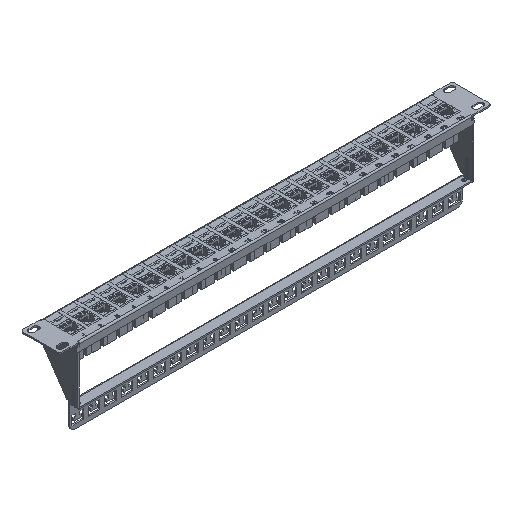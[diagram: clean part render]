
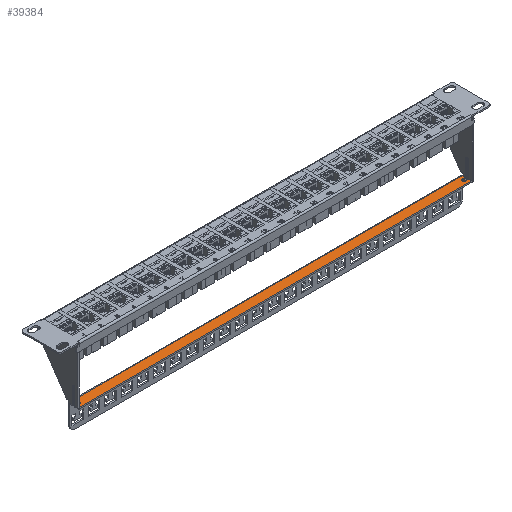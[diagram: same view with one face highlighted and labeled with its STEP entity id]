
A CAD part, isometric view. The second image highlights one B-rep face of the part: STEP entity #39384.
In plain terms, the highlighted face is planar.
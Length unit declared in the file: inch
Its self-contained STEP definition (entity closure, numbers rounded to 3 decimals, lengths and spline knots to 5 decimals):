
#506 = ORIENTED_EDGE ( 'NONE', *, *, #132633, .T. ) ;
#1151 = CARTESIAN_POINT ( 'NONE',  ( 8.65, -0.48, 0. ) ) ;
#1666 = EDGE_CURVE ( 'NONE', #57792, #112859, #69223, .T. ) ;
#2469 = CARTESIAN_POINT ( 'NONE',  ( -8.4905, -0.2094, 0. ) ) ;
#3224 = DIRECTION ( 'NONE',  ( -1., 0., 0. ) ) ;
#5050 = ORIENTED_EDGE ( 'NONE', *, *, #116779, .F. ) ;
#6127 = ORIENTED_EDGE ( 'NONE', *, *, #83646, .F. ) ;
#7627 = VERTEX_POINT ( 'NONE', #47827 ) ;
#8558 = ORIENTED_EDGE ( 'NONE', *, *, #1666, .T. ) ;
#8903 = CARTESIAN_POINT ( 'NONE',  ( -8.4905, -0.2844, 0. ) ) ;
#9196 = CARTESIAN_POINT ( 'NONE',  ( -8.4625, -0.3404, 0. ) ) ;
#11593 = CARTESIAN_POINT ( 'NONE',  ( -8.64, -0.48, 0. ) ) ;
#12285 = AXIS2_PLACEMENT_3D ( 'NONE', #1151, #22261, #72746 ) ;
#12896 = EDGE_CURVE ( 'NONE', #7627, #117906, #75061, .T. ) ;
#13369 = CARTESIAN_POINT ( 'NONE',  ( 8.64, -0.0698, 0. ) ) ;
#14533 = DIRECTION ( 'NONE',  ( 0., 0., -1. ) ) ;
#16860 = CARTESIAN_POINT ( 'NONE',  ( 8.65, -0.2094, 0. ) ) ;
#18174 = DIRECTION ( 'NONE',  ( 1., 0., 0. ) ) ;
#19989 = ORIENTED_EDGE ( 'NONE', *, *, #21716, .F. ) ;
#21716 = EDGE_CURVE ( 'NONE', #23337, #105831, #78568, .T. ) ;
#22113 = CARTESIAN_POINT ( 'NONE',  ( 8.4345, -0.3124, 0. ) ) ;
#22261 = DIRECTION ( 'NONE',  ( 0., 0., 1. ) ) ;
#22966 = CARTESIAN_POINT ( 'NONE',  ( 8.4905, -0.2094, 0. ) ) ;
#23337 = VERTEX_POINT ( 'NONE', #95749 ) ;
#24669 = CARTESIAN_POINT ( 'NONE',  ( 8.64, -0.2094, 0. ) ) ;
#25628 = DIRECTION ( 'NONE',  ( 0., 0., -1. ) ) ;
#26050 = CIRCLE ( 'NONE', #83991, 0.056 ) ;
#27797 = CARTESIAN_POINT ( 'NONE',  ( -8.64, -0.2094, 0. ) ) ;
#28874 = VECTOR ( 'NONE', #93191, 39.37008 ) ;
#30393 = AXIS2_PLACEMENT_3D ( 'NONE', #85154, #14533, #106358 ) ;
#32856 = DIRECTION ( 'NONE',  ( 0., 1., 0. ) ) ;
#33224 = LINE ( 'NONE', #51133, #115436 ) ;
#34776 = DIRECTION ( 'NONE',  ( 0., -1., 0. ) ) ;
#35164 = VERTEX_POINT ( 'NONE', #43306 ) ;
#35405 = CIRCLE ( 'NONE', #30393, 0.056 ) ;
#35943 = ORIENTED_EDGE ( 'NONE', *, *, #118932, .T. ) ;
#36888 = VERTEX_POINT ( 'NONE', #11593 ) ;
#38112 = VERTEX_POINT ( 'NONE', #2469 ) ;
#38852 = CARTESIAN_POINT ( 'NONE',  ( 8.65, -0.3404, 0. ) ) ;
#39384 = ADVANCED_FACE ( 'NONE', ( #64652 ), #124498, .F. ) ;
#39624 = AXIS2_PLACEMENT_3D ( 'NONE', #72126, #101841, #91878 ) ;
#40339 = DIRECTION ( 'NONE',  ( 1., 0., 0. ) ) ;
#40391 = CARTESIAN_POINT ( 'NONE',  ( 8.4345, -0.2844, 0. ) ) ;
#41442 = EDGE_CURVE ( 'NONE', #46639, #36888, #86885, .T. ) ;
#43306 = CARTESIAN_POINT ( 'NONE',  ( 8.4905, -0.3404, 0. ) ) ;
#44716 = CARTESIAN_POINT ( 'NONE',  ( 8.4345, -0.2654, 0. ) ) ;
#46639 = VERTEX_POINT ( 'NONE', #69383 ) ;
#46831 = VECTOR ( 'NONE', #3224, 39.37008 ) ;
#47827 = CARTESIAN_POINT ( 'NONE',  ( -8.64, -0.0698, 0. ) ) ;
#48876 = VERTEX_POINT ( 'NONE', #40391 ) ;
#51047 = VECTOR ( 'NONE', #60954, 39.37008 ) ;
#51063 = VECTOR ( 'NONE', #79600, 39.37008 ) ;
#51133 = CARTESIAN_POINT ( 'NONE',  ( 8.64, -0.48, 0. ) ) ;
#52338 = EDGE_CURVE ( 'NONE', #35164, #48876, #129367, .T. ) ;
#52357 = CARTESIAN_POINT ( 'NONE',  ( -8.4345, -0.2654, 0. ) ) ;
#53485 = EDGE_CURVE ( 'NONE', #38112, #117906, #90604, .T. ) ;
#56732 = CARTESIAN_POINT ( 'NONE',  ( -8.4905, -0.2654, 0. ) ) ;
#57792 = VERTEX_POINT ( 'NONE', #24669 ) ;
#58896 = ORIENTED_EDGE ( 'NONE', *, *, #67258, .T. ) ;
#60954 = DIRECTION ( 'NONE',  ( -1., 0., 0. ) ) ;
#63511 = CARTESIAN_POINT ( 'NONE',  ( 8.64, -0.48, 0. ) ) ;
#64147 = EDGE_CURVE ( 'NONE', #65058, #112859, #35405, .T. ) ;
#64652 = FACE_OUTER_BOUND ( 'NONE', #79752, .T. ) ;
#64702 = VERTEX_POINT ( 'NONE', #127360 ) ;
#65058 = VERTEX_POINT ( 'NONE', #44716 ) ;
#65621 = EDGE_CURVE ( 'NONE', #38112, #88678, #26050, .T. ) ;
#66560 = EDGE_CURVE ( 'NONE', #46639, #105831, #119496, .T. ) ;
#67073 = DIRECTION ( 'NONE',  ( 0., -1., 0. ) ) ;
#67258 = EDGE_CURVE ( 'NONE', #65058, #48876, #99792, .T. ) ;
#68077 = CARTESIAN_POINT ( 'NONE',  ( -8.4905, -0.3404, 0. ) ) ;
#69223 = LINE ( 'NONE', #16860, #28874 ) ;
#69383 = CARTESIAN_POINT ( 'NONE',  ( -8.64, -0.3404, 0. ) ) ;
#71365 = ORIENTED_EDGE ( 'NONE', *, *, #66560, .T. ) ;
#72126 = CARTESIAN_POINT ( 'NONE',  ( 8.4905, -0.2844, 0. ) ) ;
#72417 = VECTOR ( 'NONE', #73481, 39.37008 ) ;
#72746 = DIRECTION ( 'NONE',  ( 1., 0., 0. ) ) ;
#73481 = DIRECTION ( 'NONE',  ( 0., -1., 0. ) ) ;
#75061 = LINE ( 'NONE', #96443, #100898 ) ;
#75716 = ORIENTED_EDGE ( 'NONE', *, *, #124112, .T. ) ;
#75917 = LINE ( 'NONE', #85545, #46831 ) ;
#77817 = ORIENTED_EDGE ( 'NONE', *, *, #52338, .F. ) ;
#78483 = VERTEX_POINT ( 'NONE', #13369 ) ;
#78568 = CIRCLE ( 'NONE', #105482, 0.056 ) ;
#78804 = ORIENTED_EDGE ( 'NONE', *, *, #12896, .F. ) ;
#79600 = DIRECTION ( 'NONE',  ( 0., 1., 0. ) ) ;
#79752 = EDGE_LOOP ( 'NONE', ( #121366, #110862, #78804, #5050, #119928, #8558, #101668, #58896, #77817, #35943, #6127, #75716, #100098, #71365, #19989, #506 ) ) ;
#81175 = DIRECTION ( 'NONE',  ( 1., 0., 0. ) ) ;
#82408 = VECTOR ( 'NONE', #32856, 39.37008 ) ;
#83646 = EDGE_CURVE ( 'NONE', #130422, #64702, #33224, .T. ) ;
#83991 = AXIS2_PLACEMENT_3D ( 'NONE', #56732, #25628, #108476 ) ;
#85154 = CARTESIAN_POINT ( 'NONE',  ( 8.4905, -0.2654, 0. ) ) ;
#85545 = CARTESIAN_POINT ( 'NONE',  ( 8.65, -0.0698, 0. ) ) ;
#86885 = LINE ( 'NONE', #119284, #128791 ) ;
#88678 = VERTEX_POINT ( 'NONE', #52357 ) ;
#88857 = VECTOR ( 'NONE', #81175, 39.37008 ) ;
#88930 = VECTOR ( 'NONE', #113818, 39.37008 ) ;
#90604 = LINE ( 'NONE', #112933, #88930 ) ;
#91289 = LINE ( 'NONE', #120575, #51063 ) ;
#91682 = CARTESIAN_POINT ( 'NONE',  ( 8.64, -0.48, 0. ) ) ;
#91878 = DIRECTION ( 'NONE',  ( 1., 0., 0. ) ) ;
#93191 = DIRECTION ( 'NONE',  ( -1., 0., 0. ) ) ;
#95749 = CARTESIAN_POINT ( 'NONE',  ( -8.4345, -0.2844, 0. ) ) ;
#96443 = CARTESIAN_POINT ( 'NONE',  ( -8.64, -0.0698, 0. ) ) ;
#97958 = LINE ( 'NONE', #38852, #126934 ) ;
#99792 = LINE ( 'NONE', #22113, #72417 ) ;
#100098 = ORIENTED_EDGE ( 'NONE', *, *, #41442, .F. ) ;
#100898 = VECTOR ( 'NONE', #34776, 39.37008 ) ;
#101239 = EDGE_CURVE ( 'NONE', #57792, #78483, #121060, .T. ) ;
#101668 = ORIENTED_EDGE ( 'NONE', *, *, #64147, .F. ) ;
#101841 = DIRECTION ( 'NONE',  ( 0., 0., -1. ) ) ;
#102065 = DIRECTION ( 'NONE',  ( 0., 0., -1. ) ) ;
#105482 = AXIS2_PLACEMENT_3D ( 'NONE', #8903, #102065, #40339 ) ;
#105791 = LINE ( 'NONE', #132573, #51047 ) ;
#105831 = VERTEX_POINT ( 'NONE', #68077 ) ;
#106358 = DIRECTION ( 'NONE',  ( 1., 0., 0. ) ) ;
#108476 = DIRECTION ( 'NONE',  ( 1., 0., 0. ) ) ;
#110862 = ORIENTED_EDGE ( 'NONE', *, *, #53485, .T. ) ;
#112859 = VERTEX_POINT ( 'NONE', #22966 ) ;
#112933 = CARTESIAN_POINT ( 'NONE',  ( -8.64, -0.2094, 0. ) ) ;
#113818 = DIRECTION ( 'NONE',  ( -1., 0., 0. ) ) ;
#115436 = VECTOR ( 'NONE', #123157, 39.37008 ) ;
#116779 = EDGE_CURVE ( 'NONE', #78483, #7627, #75917, .T. ) ;
#117906 = VERTEX_POINT ( 'NONE', #27797 ) ;
#118932 = EDGE_CURVE ( 'NONE', #35164, #64702, #97958, .T. ) ;
#119284 = CARTESIAN_POINT ( 'NONE',  ( -8.64, -0.0698, 0. ) ) ;
#119496 = LINE ( 'NONE', #9196, #88857 ) ;
#119928 = ORIENTED_EDGE ( 'NONE', *, *, #101239, .F. ) ;
#120575 = CARTESIAN_POINT ( 'NONE',  ( -8.4345, -0.48, 0. ) ) ;
#121060 = LINE ( 'NONE', #63511, #82408 ) ;
#121366 = ORIENTED_EDGE ( 'NONE', *, *, #65621, .F. ) ;
#123157 = DIRECTION ( 'NONE',  ( 0., 1., 0. ) ) ;
#124112 = EDGE_CURVE ( 'NONE', #130422, #36888, #105791, .T. ) ;
#124498 = PLANE ( 'NONE',  #12285 ) ;
#126934 = VECTOR ( 'NONE', #18174, 39.37008 ) ;
#127360 = CARTESIAN_POINT ( 'NONE',  ( 8.64, -0.3404, 0. ) ) ;
#128791 = VECTOR ( 'NONE', #67073, 39.37008 ) ;
#129367 = CIRCLE ( 'NONE', #39624, 0.056 ) ;
#130422 = VERTEX_POINT ( 'NONE', #91682 ) ;
#132573 = CARTESIAN_POINT ( 'NONE',  ( 8.65, -0.48, 0. ) ) ;
#132633 = EDGE_CURVE ( 'NONE', #23337, #88678, #91289, .T. ) ;
